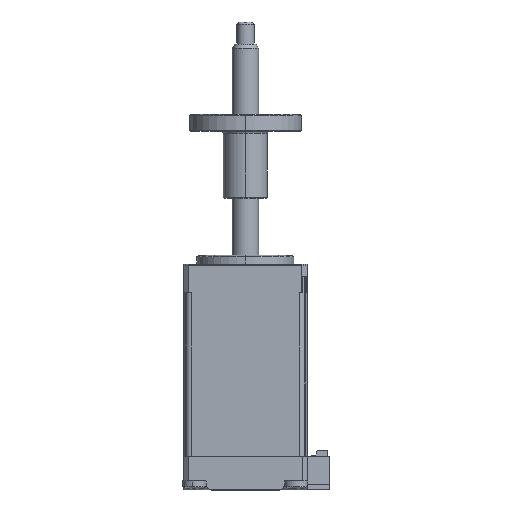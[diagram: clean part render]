
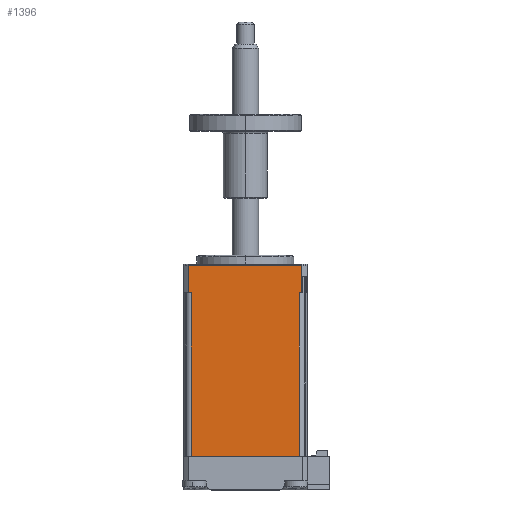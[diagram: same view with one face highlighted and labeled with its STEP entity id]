
A CAD part, top view. The second image highlights one B-rep face of the part: STEP entity #1396.
In plain terms, the highlighted planar face has unit normal (0, 0, 1).
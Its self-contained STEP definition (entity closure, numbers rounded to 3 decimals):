
#136 = DIRECTION ( 'NONE',  ( -1., 0., 0. ) ) ;
#143 = CARTESIAN_POINT ( 'NONE',  ( 14.081, 17.576, 47.6 ) ) ;
#377 = EDGE_LOOP ( 'NONE', ( #3178, #11458, #5640, #3134, #10009, #11745, #6512, #10170 ) ) ;
#665 = AXIS2_PLACEMENT_3D ( 'NONE', #4410, #7313, #7275 ) ;
#702 = CARTESIAN_POINT ( 'NONE',  ( -11.609, 17.576, 47.6 ) ) ;
#722 = VERTEX_POINT ( 'NONE', #702 ) ;
#954 = VECTOR ( 'NONE', #11337, 1000. ) ;
#1002 = LINE ( 'NONE', #7761, #5281 ) ;
#1315 = VERTEX_POINT ( 'NONE', #3643 ) ;
#1383 = DIRECTION ( 'NONE',  ( 0., 1., 0. ) ) ;
#1396 = ADVANCED_FACE ( 'NONE', ( #6309 ), #5745, .F. ) ;
#1929 = LINE ( 'NONE', #9767, #7808 ) ;
#2152 = CARTESIAN_POINT ( 'NONE',  ( -11.609, 16.476, 47.6 ) ) ;
#2427 = DIRECTION ( 'NONE',  ( 0., 1., 0. ) ) ;
#2882 = CARTESIAN_POINT ( 'NONE',  ( -11.609, 17.576, 47.6 ) ) ;
#2924 = LINE ( 'NONE', #6325, #6030 ) ;
#3134 = ORIENTED_EDGE ( 'NONE', *, *, #7048, .T. ) ;
#3178 = ORIENTED_EDGE ( 'NONE', *, *, #6017, .T. ) ;
#3231 = EDGE_CURVE ( 'NONE', #722, #6777, #4744, .T. ) ;
#3523 = CARTESIAN_POINT ( 'NONE',  ( 13.536, -19.524, 47.6 ) ) ;
#3643 = CARTESIAN_POINT ( 'NONE',  ( -10.959, 17.576, 47.6 ) ) ;
#4179 = LINE ( 'NONE', #2882, #9049 ) ;
#4300 = EDGE_CURVE ( 'NONE', #4413, #10452, #2924, .T. ) ;
#4410 = CARTESIAN_POINT ( 'NONE',  ( -10.959, -19.524, 47.6 ) ) ;
#4413 = VERTEX_POINT ( 'NONE', #143 ) ;
#4527 = VERTEX_POINT ( 'NONE', #4813 ) ;
#4744 = LINE ( 'NONE', #2152, #9589 ) ;
#4813 = CARTESIAN_POINT ( 'NONE',  ( -10.959, -19.524, 47.6 ) ) ;
#5217 = VERTEX_POINT ( 'NONE', #9642 ) ;
#5281 = VECTOR ( 'NONE', #1383, 1000. ) ;
#5640 = ORIENTED_EDGE ( 'NONE', *, *, #4300, .T. ) ;
#5745 = PLANE ( 'NONE',  #665 ) ;
#5804 = LINE ( 'NONE', #5915, #954 ) ;
#5915 = CARTESIAN_POINT ( 'NONE',  ( -11.609, 17.576, 47.6 ) ) ;
#6017 = EDGE_CURVE ( 'NONE', #10372, #5217, #1002, .T. ) ;
#6030 = VECTOR ( 'NONE', #7246, 1000. ) ;
#6247 = VECTOR ( 'NONE', #136, 1000. ) ;
#6309 = FACE_OUTER_BOUND ( 'NONE', #377, .T. ) ;
#6325 = CARTESIAN_POINT ( 'NONE',  ( 14.081, 16.476, 47.6 ) ) ;
#6512 = ORIENTED_EDGE ( 'NONE', *, *, #6654, .F. ) ;
#6522 = LINE ( 'NONE', #10092, #6247 ) ;
#6654 = EDGE_CURVE ( 'NONE', #4527, #1315, #1929, .T. ) ;
#6777 = VERTEX_POINT ( 'NONE', #6850 ) ;
#6850 = CARTESIAN_POINT ( 'NONE',  ( -11.609, 23.876, 47.6 ) ) ;
#7048 = EDGE_CURVE ( 'NONE', #10452, #6777, #6522, .T. ) ;
#7246 = DIRECTION ( 'NONE',  ( 0., 1., 0. ) ) ;
#7275 = DIRECTION ( 'NONE',  ( 0., 1., 0. ) ) ;
#7313 = DIRECTION ( 'NONE',  ( 0., 0., -1. ) ) ;
#7663 = DIRECTION ( 'NONE',  ( 0., 1., 0. ) ) ;
#7758 = EDGE_CURVE ( 'NONE', #4413, #5217, #5804, .T. ) ;
#7761 = CARTESIAN_POINT ( 'NONE',  ( 13.536, -19.524, 47.6 ) ) ;
#7808 = VECTOR ( 'NONE', #2427, 1000. ) ;
#8189 = EDGE_CURVE ( 'NONE', #10372, #4527, #9337, .T. ) ;
#8389 = CARTESIAN_POINT ( 'NONE',  ( -10.959, -19.524, 47.6 ) ) ;
#8423 = DIRECTION ( 'NONE',  ( -1., 0., 0. ) ) ;
#9049 = VECTOR ( 'NONE', #8423, 1000. ) ;
#9122 = CARTESIAN_POINT ( 'NONE',  ( 14.081, 23.876, 47.6 ) ) ;
#9337 = LINE ( 'NONE', #8389, #11461 ) ;
#9473 = EDGE_CURVE ( 'NONE', #1315, #722, #4179, .T. ) ;
#9589 = VECTOR ( 'NONE', #7663, 1000. ) ;
#9642 = CARTESIAN_POINT ( 'NONE',  ( 13.536, 17.576, 47.6 ) ) ;
#9767 = CARTESIAN_POINT ( 'NONE',  ( -10.959, -19.524, 47.6 ) ) ;
#10009 = ORIENTED_EDGE ( 'NONE', *, *, #3231, .F. ) ;
#10092 = CARTESIAN_POINT ( 'NONE',  ( -11.609, 23.876, 47.6 ) ) ;
#10170 = ORIENTED_EDGE ( 'NONE', *, *, #8189, .F. ) ;
#10372 = VERTEX_POINT ( 'NONE', #3523 ) ;
#10452 = VERTEX_POINT ( 'NONE', #9122 ) ;
#11105 = DIRECTION ( 'NONE',  ( -1., 0., 0. ) ) ;
#11337 = DIRECTION ( 'NONE',  ( -1., 0., 0. ) ) ;
#11458 = ORIENTED_EDGE ( 'NONE', *, *, #7758, .F. ) ;
#11461 = VECTOR ( 'NONE', #11105, 1000. ) ;
#11745 = ORIENTED_EDGE ( 'NONE', *, *, #9473, .F. ) ;
